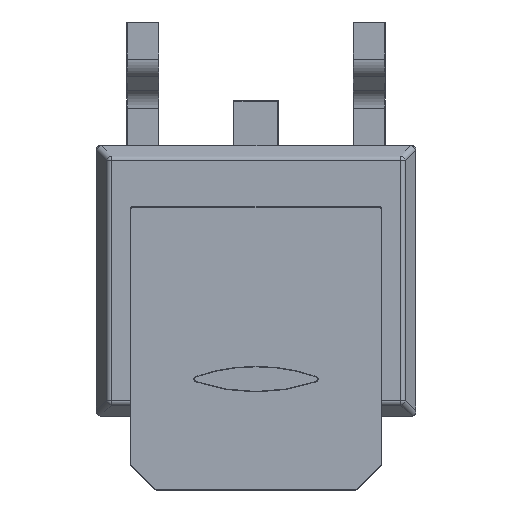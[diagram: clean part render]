
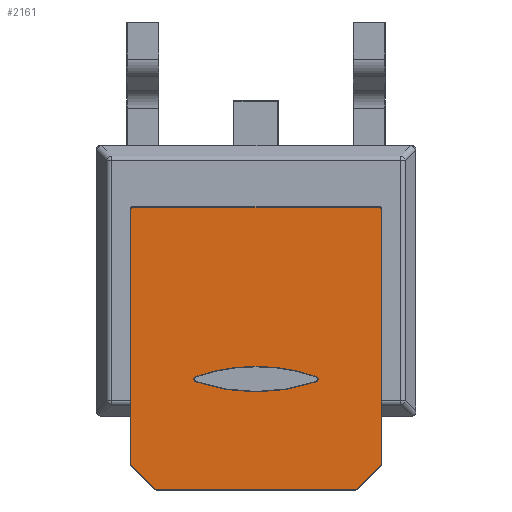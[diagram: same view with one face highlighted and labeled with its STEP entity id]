
A CAD part, front view. The second image highlights one B-rep face of the part: STEP entity #2161.
In plain terms, the highlighted planar face has unit normal (0, -1, 0).
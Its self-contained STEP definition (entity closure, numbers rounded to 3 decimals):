
#30 = ORIENTED_EDGE ( 'NONE', *, *, #2691, .T. ) ;
#277 = FACE_OUTER_BOUND ( 'NONE', #6203, .T. ) ;
#280 = CARTESIAN_POINT ( 'NONE',  ( 1.219, 0., -2.057 ) ) ;
#348 = CARTESIAN_POINT ( 'NONE',  ( -2.029, 0., -4.24 ) ) ;
#433 = EDGE_CURVE ( 'NONE', #595, #3665, #3497, .T. ) ;
#438 = CIRCLE ( 'NONE', #6445, 0.04 ) ;
#458 = EDGE_CURVE ( 'NONE', #3665, #1286, #649, .T. ) ;
#473 = CARTESIAN_POINT ( 'NONE',  ( 0., 0., 0. ) ) ;
#522 = AXIS2_PLACEMENT_3D ( 'NONE', #1436, #5660, #5607 ) ;
#566 = VERTEX_POINT ( 'NONE', #4695 ) ;
#577 = ORIENTED_EDGE ( 'NONE', *, *, #5945, .T. ) ;
#595 = VERTEX_POINT ( 'NONE', #1557 ) ;
#649 = CIRCLE ( 'NONE', #6009, 0.06 ) ;
#676 = VECTOR ( 'NONE', #1961, 1000. ) ;
#775 = CARTESIAN_POINT ( 'NONE',  ( 2.029, 0., -4.24 ) ) ;
#805 = CARTESIAN_POINT ( 'NONE',  ( -1.2, 0., -2. ) ) ;
#822 = ORIENTED_EDGE ( 'NONE', *, *, #3970, .T. ) ;
#893 = VERTEX_POINT ( 'NONE', #1117 ) ;
#921 = CARTESIAN_POINT ( 'NONE',  ( -2.54, 0., 1.45 ) ) ;
#1007 = CARTESIAN_POINT ( 'NONE',  ( -1.219, 0., -2.057 ) ) ;
#1022 = VERTEX_POINT ( 'NONE', #6698 ) ;
#1058 = CIRCLE ( 'NONE', #6006, 0.06 ) ;
#1068 = ORIENTED_EDGE ( 'NONE', *, *, #458, .T. ) ;
#1117 = CARTESIAN_POINT ( 'NONE',  ( -2.54, 0., -3.729 ) ) ;
#1286 = VERTEX_POINT ( 'NONE', #280 ) ;
#1407 = VERTEX_POINT ( 'NONE', #3840 ) ;
#1420 = CARTESIAN_POINT ( 'NONE',  ( -2.058, 0., -4.228 ) ) ;
#1431 = EDGE_CURVE ( 'NONE', #5052, #6637, #438, .T. ) ;
#1436 = CARTESIAN_POINT ( 'NONE',  ( 2.5, 0., 1.45 ) ) ;
#1553 = AXIS2_PLACEMENT_3D ( 'NONE', #2770, #3784, #3951 ) ;
#1555 = ORIENTED_EDGE ( 'NONE', *, *, #6651, .T. ) ;
#1557 = CARTESIAN_POINT ( 'NONE',  ( 0., 0., -1.74 ) ) ;
#1768 = EDGE_CURVE ( 'NONE', #1022, #6469, #6399, .T. ) ;
#1777 = CIRCLE ( 'NONE', #1553, 3.76 ) ;
#1851 = CARTESIAN_POINT ( 'NONE',  ( 2.5, 0., -3.729 ) ) ;
#1860 = EDGE_CURVE ( 'NONE', #1407, #3954, #6408, .T. ) ;
#1861 = DIRECTION ( 'NONE',  ( 0., 0., 1. ) ) ;
#1904 = CARTESIAN_POINT ( 'NONE',  ( 2.029, 0., -4.2 ) ) ;
#1919 = CARTESIAN_POINT ( 'NONE',  ( -3.143, 0., -3.143 ) ) ;
#1961 = DIRECTION ( 'NONE',  ( 0.707, 0., 0.707 ) ) ;
#2035 = LINE ( 'NONE', #2252, #4719 ) ;
#2037 = EDGE_CURVE ( 'NONE', #5991, #1022, #4278, .T. ) ;
#2079 = PLANE ( 'NONE',  #6276 ) ;
#2091 = VERTEX_POINT ( 'NONE', #1007 ) ;
#2114 = CARTESIAN_POINT ( 'NONE',  ( -2.5, 0., -3.729 ) ) ;
#2126 = VECTOR ( 'NONE', #2195, 1000. ) ;
#2161 = ADVANCED_FACE ( 'NONE', ( #277, #4091 ), #2079, .F. ) ;
#2174 = CARTESIAN_POINT ( 'NONE',  ( -2.5, 0., 1.49 ) ) ;
#2195 = DIRECTION ( 'NONE',  ( 0., 0., -1. ) ) ;
#2225 = CIRCLE ( 'NONE', #4465, 0.04 ) ;
#2251 = DIRECTION ( 'NONE',  ( 0., 1., 0. ) ) ;
#2252 = CARTESIAN_POINT ( 'NONE',  ( 2.54, 0., 0. ) ) ;
#2266 = CARTESIAN_POINT ( 'NONE',  ( 1.219, 0., -1.943 ) ) ;
#2291 = DIRECTION ( 'NONE',  ( 0., 0., 1. ) ) ;
#2426 = DIRECTION ( 'NONE',  ( 0.707, 0., -0.707 ) ) ;
#2437 = CARTESIAN_POINT ( 'NONE',  ( 0., 0., 1.49 ) ) ;
#2465 = DIRECTION ( 'NONE',  ( -1., 0., 0. ) ) ;
#2520 = DIRECTION ( 'NONE',  ( 0., 0., 1. ) ) ;
#2600 = VECTOR ( 'NONE', #2465, 1000. ) ;
#2641 = CARTESIAN_POINT ( 'NONE',  ( -1.219, 0., -1.943 ) ) ;
#2691 = EDGE_CURVE ( 'NONE', #3340, #595, #1777, .T. ) ;
#2753 = DIRECTION ( 'NONE',  ( 0., -1., 0. ) ) ;
#2770 = CARTESIAN_POINT ( 'NONE',  ( 0., 0., -5.5 ) ) ;
#2815 = CARTESIAN_POINT ( 'NONE',  ( 1.2, 0., -2. ) ) ;
#2985 = CARTESIAN_POINT ( 'NONE',  ( -2.029, 0., -4.2 ) ) ;
#3085 = EDGE_CURVE ( 'NONE', #6318, #566, #6699, .T. ) ;
#3107 = DIRECTION ( 'NONE',  ( 0., 1., 0. ) ) ;
#3184 = ORIENTED_EDGE ( 'NONE', *, *, #5007, .T. ) ;
#3259 = CARTESIAN_POINT ( 'NONE',  ( 2.54, 0., 1.45 ) ) ;
#3261 = CIRCLE ( 'NONE', #522, 0.04 ) ;
#3276 = CARTESIAN_POINT ( 'NONE',  ( -2.54, 0., 0. ) ) ;
#3277 = ORIENTED_EDGE ( 'NONE', *, *, #5139, .T. ) ;
#3289 = AXIS2_PLACEMENT_3D ( 'NONE', #2114, #6302, #4139 ) ;
#3331 = DIRECTION ( 'NONE',  ( 0., 0., 1. ) ) ;
#3340 = VERTEX_POINT ( 'NONE', #2641 ) ;
#3497 = CIRCLE ( 'NONE', #4579, 3.76 ) ;
#3538 = CARTESIAN_POINT ( 'NONE',  ( 2.058, 0., -4.228 ) ) ;
#3601 = ORIENTED_EDGE ( 'NONE', *, *, #5467, .T. ) ;
#3665 = VERTEX_POINT ( 'NONE', #2266 ) ;
#3771 = DIRECTION ( 'NONE',  ( 0., 0., 1. ) ) ;
#3784 = DIRECTION ( 'NONE',  ( 0., 1., 0. ) ) ;
#3786 = ORIENTED_EDGE ( 'NONE', *, *, #3885, .T. ) ;
#3822 = CIRCLE ( 'NONE', #5044, 3.76 ) ;
#3825 = DIRECTION ( 'NONE',  ( 1., 0., 0. ) ) ;
#3840 = CARTESIAN_POINT ( 'NONE',  ( -2.528, 0., -3.758 ) ) ;
#3841 = EDGE_LOOP ( 'NONE', ( #3786, #6581, #30, #6217, #1068 ) ) ;
#3860 = AXIS2_PLACEMENT_3D ( 'NONE', #2985, #5651, #2520 ) ;
#3883 = CARTESIAN_POINT ( 'NONE',  ( -2.5, 0., 1.45 ) ) ;
#3885 = EDGE_CURVE ( 'NONE', #1286, #2091, #3822, .T. ) ;
#3951 = DIRECTION ( 'NONE',  ( 0., 0., 1. ) ) ;
#3954 = VERTEX_POINT ( 'NONE', #1420 ) ;
#3970 = EDGE_CURVE ( 'NONE', #5713, #5877, #3261, .T. ) ;
#4043 = DIRECTION ( 'NONE',  ( 0., 0., 1. ) ) ;
#4067 = CARTESIAN_POINT ( 'NONE',  ( 3.143, 0., -3.143 ) ) ;
#4081 = VECTOR ( 'NONE', #3825, 1000. ) ;
#4091 = FACE_BOUND ( 'NONE', #3841, .T. ) ;
#4139 = DIRECTION ( 'NONE',  ( 0., 0., 1. ) ) ;
#4144 = DIRECTION ( 'NONE',  ( 0., 0., 1. ) ) ;
#4195 = CIRCLE ( 'NONE', #3289, 0.04 ) ;
#4223 = CARTESIAN_POINT ( 'NONE',  ( 2.54, 0., -3.729 ) ) ;
#4249 = LINE ( 'NONE', #3276, #2126 ) ;
#4278 = LINE ( 'NONE', #4067, #676 ) ;
#4279 = ORIENTED_EDGE ( 'NONE', *, *, #1860, .T. ) ;
#4335 = ORIENTED_EDGE ( 'NONE', *, *, #1768, .T. ) ;
#4435 = AXIS2_PLACEMENT_3D ( 'NONE', #1851, #4954, #5519 ) ;
#4463 = DIRECTION ( 'NONE',  ( 0., 1., 0. ) ) ;
#4465 = AXIS2_PLACEMENT_3D ( 'NONE', #1904, #5543, #4043 ) ;
#4579 = AXIS2_PLACEMENT_3D ( 'NONE', #6437, #2251, #3771 ) ;
#4598 = DIRECTION ( 'NONE',  ( 0., 0., 1. ) ) ;
#4695 = CARTESIAN_POINT ( 'NONE',  ( 2.029, 0., -4.24 ) ) ;
#4719 = VECTOR ( 'NONE', #4927, 1000. ) ;
#4887 = LINE ( 'NONE', #2437, #2600 ) ;
#4927 = DIRECTION ( 'NONE',  ( 0., 0., 1. ) ) ;
#4939 = EDGE_CURVE ( 'NONE', #2091, #3340, #1058, .T. ) ;
#4954 = DIRECTION ( 'NONE',  ( 0., -1., 0. ) ) ;
#4970 = ORIENTED_EDGE ( 'NONE', *, *, #3085, .T. ) ;
#5007 = EDGE_CURVE ( 'NONE', #6637, #893, #4249, .T. ) ;
#5044 = AXIS2_PLACEMENT_3D ( 'NONE', #6658, #5077, #4598 ) ;
#5052 = VERTEX_POINT ( 'NONE', #2174 ) ;
#5077 = DIRECTION ( 'NONE',  ( 0., 1., 0. ) ) ;
#5139 = EDGE_CURVE ( 'NONE', #6469, #5713, #2035, .T. ) ;
#5467 = EDGE_CURVE ( 'NONE', #893, #1407, #4195, .T. ) ;
#5519 = DIRECTION ( 'NONE',  ( 0., 0., 1. ) ) ;
#5543 = DIRECTION ( 'NONE',  ( 0., -1., 0. ) ) ;
#5607 = DIRECTION ( 'NONE',  ( 0., 0., 1. ) ) ;
#5651 = DIRECTION ( 'NONE',  ( 0., -1., 0. ) ) ;
#5660 = DIRECTION ( 'NONE',  ( 0., -1., 0. ) ) ;
#5713 = VERTEX_POINT ( 'NONE', #3259 ) ;
#5723 = ORIENTED_EDGE ( 'NONE', *, *, #2037, .T. ) ;
#5746 = CIRCLE ( 'NONE', #3860, 0.04 ) ;
#5877 = VERTEX_POINT ( 'NONE', #6559 ) ;
#5945 = EDGE_CURVE ( 'NONE', #5877, #5052, #4887, .T. ) ;
#5991 = VERTEX_POINT ( 'NONE', #3538 ) ;
#6006 = AXIS2_PLACEMENT_3D ( 'NONE', #805, #4463, #1861 ) ;
#6009 = AXIS2_PLACEMENT_3D ( 'NONE', #2815, #6458, #3331 ) ;
#6055 = ORIENTED_EDGE ( 'NONE', *, *, #1431, .T. ) ;
#6203 = EDGE_LOOP ( 'NONE', ( #3277, #822, #577, #6055, #3184, #3601, #4279, #1555, #4970, #6554, #5723, #4335 ) ) ;
#6217 = ORIENTED_EDGE ( 'NONE', *, *, #433, .T. ) ;
#6276 = AXIS2_PLACEMENT_3D ( 'NONE', #473, #3107, #4144 ) ;
#6285 = EDGE_CURVE ( 'NONE', #566, #5991, #2225, .T. ) ;
#6302 = DIRECTION ( 'NONE',  ( 0., -1., 0. ) ) ;
#6318 = VERTEX_POINT ( 'NONE', #348 ) ;
#6399 = CIRCLE ( 'NONE', #4435, 0.04 ) ;
#6408 = LINE ( 'NONE', #1919, #6636 ) ;
#6437 = CARTESIAN_POINT ( 'NONE',  ( 0., 0., -5.5 ) ) ;
#6445 = AXIS2_PLACEMENT_3D ( 'NONE', #3883, #2753, #2291 ) ;
#6458 = DIRECTION ( 'NONE',  ( 0., 1., 0. ) ) ;
#6469 = VERTEX_POINT ( 'NONE', #4223 ) ;
#6554 = ORIENTED_EDGE ( 'NONE', *, *, #6285, .T. ) ;
#6559 = CARTESIAN_POINT ( 'NONE',  ( 2.5, 0., 1.49 ) ) ;
#6581 = ORIENTED_EDGE ( 'NONE', *, *, #4939, .T. ) ;
#6636 = VECTOR ( 'NONE', #2426, 1000. ) ;
#6637 = VERTEX_POINT ( 'NONE', #921 ) ;
#6651 = EDGE_CURVE ( 'NONE', #3954, #6318, #5746, .T. ) ;
#6658 = CARTESIAN_POINT ( 'NONE',  ( 0., 0., 1.5 ) ) ;
#6698 = CARTESIAN_POINT ( 'NONE',  ( 2.528, 0., -3.758 ) ) ;
#6699 = LINE ( 'NONE', #775, #4081 ) ;
